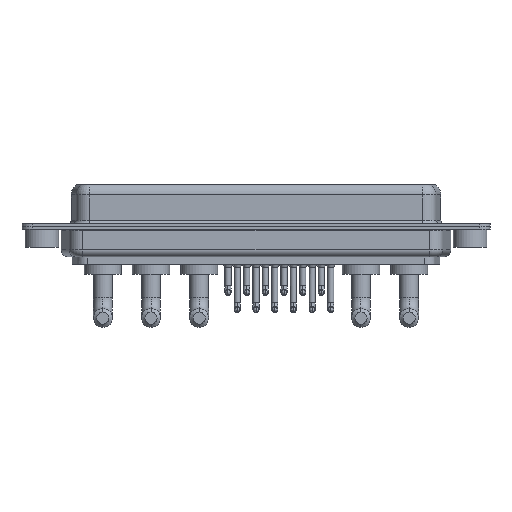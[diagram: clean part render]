
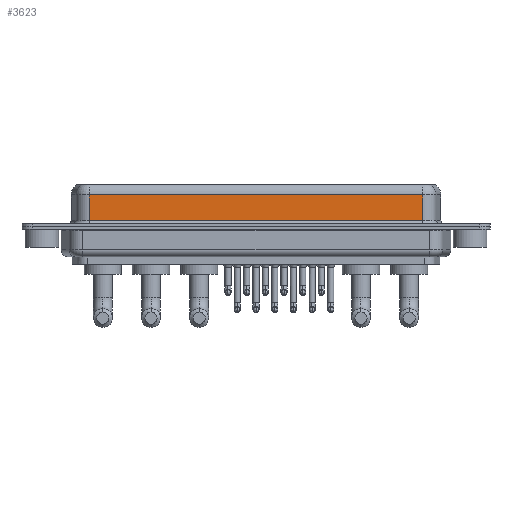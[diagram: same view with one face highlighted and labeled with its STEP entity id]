
A CAD part, front view. The second image highlights one B-rep face of the part: STEP entity #3623.
In plain terms, the highlighted planar face has unit normal (0, -1, 0).
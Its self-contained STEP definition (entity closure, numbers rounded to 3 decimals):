
#465 = LINE ( 'NONE', #1424, #19588 ) ;
#600 = CARTESIAN_POINT ( 'NONE',  ( 56.462, -3.95, 4.65 ) ) ;
#1424 = CARTESIAN_POINT ( 'NONE',  ( 7.038, -3.95, 6.4 ) ) ;
#3242 = EDGE_CURVE ( 'NONE', #15778, #9832, #19236, .T. ) ;
#3333 = EDGE_CURVE ( 'NONE', #18359, #9832, #10327, .T. ) ;
#3623 = ADVANCED_FACE ( 'NONE', ( #15843 ), #18994, .F. ) ;
#3662 = DIRECTION ( 'NONE',  ( -1., 0., 0. ) ) ;
#4125 = DIRECTION ( 'NONE',  ( 1., 0., 0. ) ) ;
#4281 = EDGE_CURVE ( 'NONE', #15778, #8196, #7112, .T. ) ;
#6587 = VECTOR ( 'NONE', #3662, 1000. ) ;
#7112 = LINE ( 'NONE', #600, #6587 ) ;
#7730 = CARTESIAN_POINT ( 'NONE',  ( 56.462, -3.95, 4.65 ) ) ;
#7946 = DIRECTION ( 'NONE',  ( 0., 1., 0. ) ) ;
#8196 = VERTEX_POINT ( 'NONE', #11298 ) ;
#8332 = ORIENTED_EDGE ( 'NONE', *, *, #10791, .T. ) ;
#8875 = ORIENTED_EDGE ( 'NONE', *, *, #3333, .T. ) ;
#9609 = CARTESIAN_POINT ( 'NONE',  ( 56.462, -3.95, 6.4 ) ) ;
#9832 = VERTEX_POINT ( 'NONE', #15520 ) ;
#10218 = CARTESIAN_POINT ( 'NONE',  ( 56.462, -3.95, 0.9 ) ) ;
#10327 = LINE ( 'NONE', #10218, #10482 ) ;
#10482 = VECTOR ( 'NONE', #4125, 1000. ) ;
#10784 = VECTOR ( 'NONE', #11039, 1000. ) ;
#10791 = EDGE_CURVE ( 'NONE', #8196, #18359, #465, .T. ) ;
#11039 = DIRECTION ( 'NONE',  ( 0., 0., -1. ) ) ;
#11298 = CARTESIAN_POINT ( 'NONE',  ( 7.038, -3.95, 4.65 ) ) ;
#12812 = DIRECTION ( 'NONE',  ( 0., 0., -1. ) ) ;
#14488 = EDGE_LOOP ( 'NONE', ( #18800, #17583, #8332, #8875 ) ) ;
#15105 = CARTESIAN_POINT ( 'NONE',  ( 7.038, -3.95, 0.9 ) ) ;
#15520 = CARTESIAN_POINT ( 'NONE',  ( 56.462, -3.95, 0.9 ) ) ;
#15778 = VERTEX_POINT ( 'NONE', #7730 ) ;
#15843 = FACE_OUTER_BOUND ( 'NONE', #14488, .T. ) ;
#17359 = DIRECTION ( 'NONE',  ( 0., 0., 1. ) ) ;
#17583 = ORIENTED_EDGE ( 'NONE', *, *, #4281, .T. ) ;
#18359 = VERTEX_POINT ( 'NONE', #15105 ) ;
#18658 = AXIS2_PLACEMENT_3D ( 'NONE', #18902, #7946, #17359 ) ;
#18800 = ORIENTED_EDGE ( 'NONE', *, *, #3242, .F. ) ;
#18902 = CARTESIAN_POINT ( 'NONE',  ( 56.462, -3.95, 6.4 ) ) ;
#18994 = PLANE ( 'NONE',  #18658 ) ;
#19236 = LINE ( 'NONE', #9609, #10784 ) ;
#19588 = VECTOR ( 'NONE', #12812, 1000. ) ;
